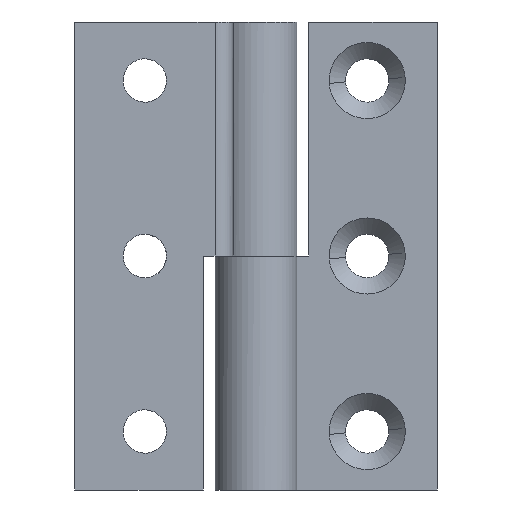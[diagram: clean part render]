
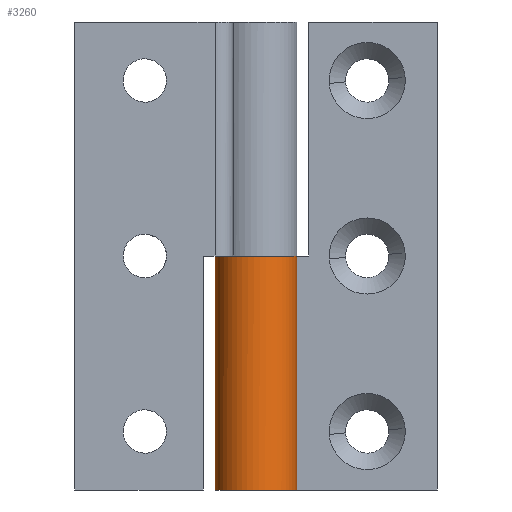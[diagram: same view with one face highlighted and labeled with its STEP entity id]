
A CAD part, front view. The second image highlights one B-rep face of the part: STEP entity #3260.
In plain terms, the highlighted free-form (B-spline) face has degree [1, 2] with [2, 7] control points.
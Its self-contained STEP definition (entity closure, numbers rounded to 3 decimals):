
#2948=CARTESIAN_POINT('',(0.0,3.5,20.0));
#2949=VERTEX_POINT('',#2948);
#2950=CARTESIAN_POINT('',(2.906,1.95,20.0));
#2951=VERTEX_POINT('',#2950);
#2952=CARTESIAN_POINT('',(0.0,3.5,20.0));
#2953=CARTESIAN_POINT('',(-2.733,3.5,20.));
#2954=CARTESIAN_POINT('',(-3.396,0.849,20.0));
#2955=CARTESIAN_POINT('',(-4.058,-1.802,20.));
#2956=CARTESIAN_POINT('',(-1.647,-3.088,20.0));
#2957=CARTESIAN_POINT('',(0.764,-4.374,20.));
#2958=CARTESIAN_POINT('',(2.597,-2.347,20.0));
#2959=CARTESIAN_POINT('',(4.429,-0.319,20.));
#2960=CARTESIAN_POINT('',(2.906,1.95,20.0));
#2968=(BOUNDED_CURVE()B_SPLINE_CURVE(2,(#2952,#2953,#2954,#2955,#2956,#2957,#2958,#2959,#2960),.UNSPECIFIED.,.F.,.U.)B_SPLINE_CURVE_WITH_KNOTS((3,2,2,2,3),(0.0,0.25,0.5,0.75,1.0),.UNSPECIFIED.)CURVE()GEOMETRIC_REPRESENTATION_ITEM()RATIONAL_B_SPLINE_CURVE((1.0,0.788,1.0,0.788,1.0,0.788,1.0,0.788,1.0))REPRESENTATION_ITEM(''));
#2969=EDGE_CURVE('',#2949,#2951,#2968,.T.);
#3054=CARTESIAN_POINT('',(2.906,1.95,0.0));
#3055=VERTEX_POINT('',#3054);
#3056=CARTESIAN_POINT('',(0.0,3.5,0.0));
#3057=VERTEX_POINT('',#3056);
#3058=CARTESIAN_POINT('',(2.906,1.95,0.0));
#3059=CARTESIAN_POINT('',(4.429,-0.319,0.0));
#3060=CARTESIAN_POINT('',(2.597,-2.347,0.0));
#3061=CARTESIAN_POINT('',(0.764,-4.374,0.0));
#3062=CARTESIAN_POINT('',(-1.647,-3.088,0.0));
#3063=CARTESIAN_POINT('',(-4.058,-1.802,0.0));
#3064=CARTESIAN_POINT('',(-3.396,0.849,0.0));
#3065=CARTESIAN_POINT('',(-2.733,3.5,0.0));
#3066=CARTESIAN_POINT('',(0.0,3.5,0.0));
#3074=(BOUNDED_CURVE()B_SPLINE_CURVE(2,(#3058,#3059,#3060,#3061,#3062,#3063,#3064,#3065,#3066),.UNSPECIFIED.,.F.,.U.)B_SPLINE_CURVE_WITH_KNOTS((3,2,2,2,3),(0.0,0.25,0.5,0.75,1.0),.UNSPECIFIED.)CURVE()GEOMETRIC_REPRESENTATION_ITEM()RATIONAL_B_SPLINE_CURVE((1.0,0.788,1.0,0.788,1.0,0.788,1.0,0.788,1.0))REPRESENTATION_ITEM(''));
#3075=EDGE_CURVE('',#3055,#3057,#3074,.T.);
#3161=CARTESIAN_POINT('',(2.906,1.95,20.0));
#3162=CARTESIAN_POINT('',(2.906,1.95,0.0));
#3163=QUASI_UNIFORM_CURVE('',1,(#3161,#3162),.UNSPECIFIED.,.F.,.U.);
#3164=EDGE_CURVE('',#2951,#3055,#3163,.T.);
#3228=CARTESIAN_POINT('',(0.031,3.5,20.5));
#3229=CARTESIAN_POINT('',(0.031,3.5,-0.513));
#3230=CARTESIAN_POINT('',(-4.317,3.538,20.5));
#3231=CARTESIAN_POINT('',(-4.317,3.538,-0.513));
#3232=CARTESIAN_POINT('',(-3.426,-0.718,20.5));
#3233=CARTESIAN_POINT('',(-3.426,-0.718,-0.513));
#3234=CARTESIAN_POINT('',(-2.534,-4.973,20.5));
#3235=CARTESIAN_POINT('',(-2.534,-4.973,-0.513));
#3236=CARTESIAN_POINT('',(1.433,-3.193,20.5));
#3237=CARTESIAN_POINT('',(1.433,-3.193,-0.513));
#3238=CARTESIAN_POINT('',(5.4,-1.413,20.5));
#3239=CARTESIAN_POINT('',(5.4,-1.413,-0.513));
#3240=CARTESIAN_POINT('',(2.813,2.082,20.5));
#3241=CARTESIAN_POINT('',(2.813,2.082,-0.513));
#3249=(BOUNDED_SURFACE()B_SPLINE_SURFACE(1,2,((#3228,#3230,#3232,#3234,#3236,#3238,#3240),(#3229,#3231,#3233,#3235,#3237,#3239,#3241)),.UNSPECIFIED.,.F.,.F.,.U.)B_SPLINE_SURFACE_WITH_KNOTS((2,2),(3,2,2,3),(0.0,21.013),(0.0,6.703,13.405,20.108),.UNSPECIFIED.)GEOMETRIC_REPRESENTATION_ITEM()RATIONAL_B_SPLINE_SURFACE(((1.0,0.627,1.0,0.627,1.0,0.627,1.0),(1.0,0.627,1.0,0.627,1.0,0.627,1.0)))REPRESENTATION_ITEM('')SURFACE());
#3250=ORIENTED_EDGE('',*,*,#3164,.F.);
#3251=ORIENTED_EDGE('',*,*,#2969,.F.);
#3252=CARTESIAN_POINT('',(0.0,3.5,20.0));
#3253=CARTESIAN_POINT('',(0.0,3.5,0.0));
#3254=QUASI_UNIFORM_CURVE('',1,(#3252,#3253),.UNSPECIFIED.,.F.,.U.);
#3255=EDGE_CURVE('',#2949,#3057,#3254,.T.);
#3256=ORIENTED_EDGE('',*,*,#3255,.T.);
#3257=ORIENTED_EDGE('',*,*,#3075,.F.);
#3258=EDGE_LOOP('',(#3250,#3251,#3256,#3257));
#3259=FACE_OUTER_BOUND('',#3258,.T.);
#3260=ADVANCED_FACE('',(#3259),#3249,.T.);
